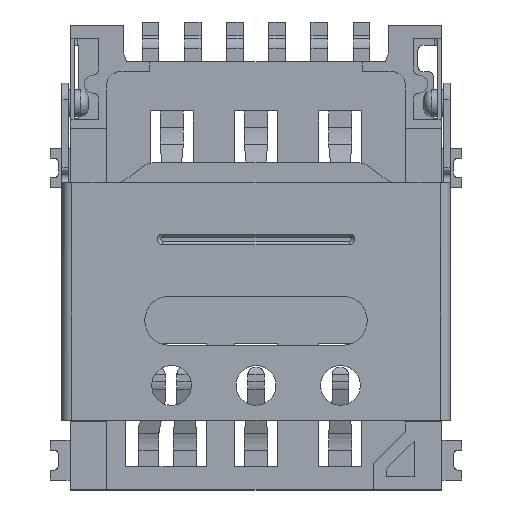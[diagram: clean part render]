
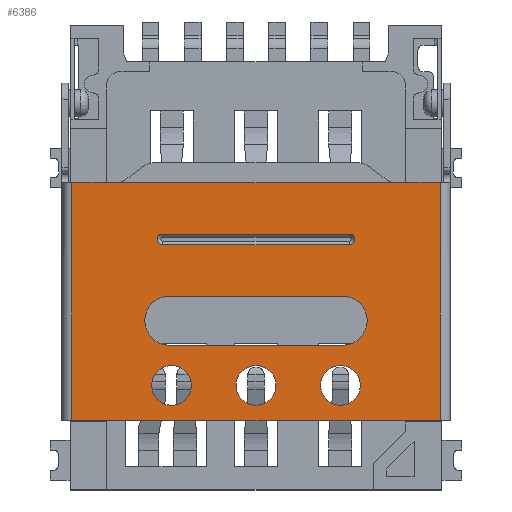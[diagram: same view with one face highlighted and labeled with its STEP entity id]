
A CAD part, top view. The second image highlights one B-rep face of the part: STEP entity #6386.
In plain terms, the highlighted planar face has unit normal (0, 0, 1).
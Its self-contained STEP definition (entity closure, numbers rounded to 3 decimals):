
#2559 = VERTEX_POINT('',#2560);
#2560 = CARTESIAN_POINT('',(-5.55,-4.9,1.4));
#2567 = EDGE_CURVE('',#2568,#2559,#2570,.T.);
#2568 = VERTEX_POINT('',#2569);
#2569 = CARTESIAN_POINT('',(5.55,-4.9,1.4));
#2570 = LINE('',#2571,#2572);
#2571 = CARTESIAN_POINT('',(5.55,-4.9,1.4));
#2572 = VECTOR('',#2573,1.);
#2573 = DIRECTION('',(-1.,0.,0.));
#2769 = EDGE_CURVE('',#2770,#2772,#2774,.T.);
#2770 = VERTEX_POINT('',#2771);
#2771 = CARTESIAN_POINT('',(-4.85,2.255,1.4));
#2772 = VERTEX_POINT('',#2773);
#2773 = CARTESIAN_POINT('',(-5.55,2.255,1.4));
#2774 = LINE('',#2775,#2776);
#2775 = CARTESIAN_POINT('',(5.55,2.255,1.4));
#2776 = VECTOR('',#2777,1.);
#2777 = DIRECTION('',(-1.,0.,0.));
#6367 = VERTEX_POINT('',#6368);
#6368 = CARTESIAN_POINT('',(5.55,2.255,1.4));
#6375 = EDGE_CURVE('',#2568,#6367,#6376,.T.);
#6376 = LINE('',#6377,#6378);
#6377 = CARTESIAN_POINT('',(5.55,-4.9,1.4));
#6378 = VECTOR('',#6379,1.);
#6379 = DIRECTION('',(0.,1.,0.));
#6386 = ADVANCED_FACE('',(#6387,#6444,#6480,#6491,#6502,#6538),#6549,.T.
  );
#6387 = FACE_BOUND('',#6388,.T.);
#6388 = EDGE_LOOP('',(#6389,#6390,#6398,#6406,#6414,#6422,#6430,#6436,
    #6437,#6443));
#6389 = ORIENTED_EDGE('',*,*,#6375,.T.);
#6390 = ORIENTED_EDGE('',*,*,#6391,.T.);
#6391 = EDGE_CURVE('',#6367,#6392,#6394,.T.);
#6392 = VERTEX_POINT('',#6393);
#6393 = CARTESIAN_POINT('',(4.85,2.255,1.4));
#6394 = LINE('',#6395,#6396);
#6395 = CARTESIAN_POINT('',(5.55,2.255,1.4));
#6396 = VECTOR('',#6397,1.);
#6397 = DIRECTION('',(-1.,0.,0.));
#6398 = ORIENTED_EDGE('',*,*,#6399,.T.);
#6399 = EDGE_CURVE('',#6392,#6400,#6402,.T.);
#6400 = VERTEX_POINT('',#6401);
#6401 = CARTESIAN_POINT('',(4.5,2.255,1.4));
#6402 = LINE('',#6403,#6404);
#6403 = CARTESIAN_POINT('',(5.55,2.255,1.4));
#6404 = VECTOR('',#6405,1.);
#6405 = DIRECTION('',(-1.,0.,0.));
#6406 = ORIENTED_EDGE('',*,*,#6407,.T.);
#6407 = EDGE_CURVE('',#6400,#6408,#6410,.T.);
#6408 = VERTEX_POINT('',#6409);
#6409 = CARTESIAN_POINT('',(4.22,2.255,1.4));
#6410 = LINE('',#6411,#6412);
#6411 = CARTESIAN_POINT('',(4.5,2.255,1.4));
#6412 = VECTOR('',#6413,1.);
#6413 = DIRECTION('',(-1.,0.,0.));
#6414 = ORIENTED_EDGE('',*,*,#6415,.T.);
#6415 = EDGE_CURVE('',#6408,#6416,#6418,.T.);
#6416 = VERTEX_POINT('',#6417);
#6417 = CARTESIAN_POINT('',(-4.22,2.255,1.4));
#6418 = LINE('',#6419,#6420);
#6419 = CARTESIAN_POINT('',(4.5,2.255,1.4));
#6420 = VECTOR('',#6421,1.);
#6421 = DIRECTION('',(-1.,0.,0.));
#6422 = ORIENTED_EDGE('',*,*,#6423,.T.);
#6423 = EDGE_CURVE('',#6416,#6424,#6426,.T.);
#6424 = VERTEX_POINT('',#6425);
#6425 = CARTESIAN_POINT('',(-4.5,2.255,1.4));
#6426 = LINE('',#6427,#6428);
#6427 = CARTESIAN_POINT('',(4.5,2.255,1.4));
#6428 = VECTOR('',#6429,1.);
#6429 = DIRECTION('',(-1.,0.,0.));
#6430 = ORIENTED_EDGE('',*,*,#6431,.T.);
#6431 = EDGE_CURVE('',#6424,#2770,#6432,.T.);
#6432 = LINE('',#6433,#6434);
#6433 = CARTESIAN_POINT('',(5.55,2.255,1.4));
#6434 = VECTOR('',#6435,1.);
#6435 = DIRECTION('',(-1.,0.,0.));
#6436 = ORIENTED_EDGE('',*,*,#2769,.T.);
#6437 = ORIENTED_EDGE('',*,*,#6438,.F.);
#6438 = EDGE_CURVE('',#2559,#2772,#6439,.T.);
#6439 = LINE('',#6440,#6441);
#6440 = CARTESIAN_POINT('',(-5.55,-4.9,1.4));
#6441 = VECTOR('',#6442,1.);
#6442 = DIRECTION('',(0.,1.,0.));
#6443 = ORIENTED_EDGE('',*,*,#2567,.F.);
#6444 = FACE_BOUND('',#6445,.T.);
#6445 = EDGE_LOOP('',(#6446,#6457,#6465,#6474));
#6446 = ORIENTED_EDGE('',*,*,#6447,.F.);
#6447 = EDGE_CURVE('',#6448,#6450,#6452,.T.);
#6448 = VERTEX_POINT('',#6449);
#6449 = CARTESIAN_POINT('',(-2.815,0.71,1.4));
#6450 = VERTEX_POINT('',#6451);
#6451 = CARTESIAN_POINT('',(-2.815,0.39,1.4));
#6452 = CIRCLE('',#6453,0.16);
#6453 = AXIS2_PLACEMENT_3D('',#6454,#6455,#6456);
#6454 = CARTESIAN_POINT('',(-2.815,0.55,1.4));
#6455 = DIRECTION('',(0.,0.,1.));
#6456 = DIRECTION('',(1.,0.,0.));
#6457 = ORIENTED_EDGE('',*,*,#6458,.F.);
#6458 = EDGE_CURVE('',#6459,#6448,#6461,.T.);
#6459 = VERTEX_POINT('',#6460);
#6460 = CARTESIAN_POINT('',(2.815,0.71,1.4));
#6461 = LINE('',#6462,#6463);
#6462 = CARTESIAN_POINT('',(2.815,0.71,1.4));
#6463 = VECTOR('',#6464,1.);
#6464 = DIRECTION('',(-1.,0.,0.));
#6465 = ORIENTED_EDGE('',*,*,#6466,.F.);
#6466 = EDGE_CURVE('',#6467,#6459,#6469,.T.);
#6467 = VERTEX_POINT('',#6468);
#6468 = CARTESIAN_POINT('',(2.815,0.39,1.4));
#6469 = CIRCLE('',#6470,0.16);
#6470 = AXIS2_PLACEMENT_3D('',#6471,#6472,#6473);
#6471 = CARTESIAN_POINT('',(2.815,0.55,1.4));
#6472 = DIRECTION('',(0.,0.,1.));
#6473 = DIRECTION('',(1.,0.,0.));
#6474 = ORIENTED_EDGE('',*,*,#6475,.F.);
#6475 = EDGE_CURVE('',#6450,#6467,#6476,.T.);
#6476 = LINE('',#6477,#6478);
#6477 = CARTESIAN_POINT('',(-2.815,0.39,1.4));
#6478 = VECTOR('',#6479,1.);
#6479 = DIRECTION('',(1.,0.,0.));
#6480 = FACE_BOUND('',#6481,.T.);
#6481 = EDGE_LOOP('',(#6482));
#6482 = ORIENTED_EDGE('',*,*,#6483,.F.);
#6483 = EDGE_CURVE('',#6484,#6484,#6486,.T.);
#6484 = VERTEX_POINT('',#6485);
#6485 = CARTESIAN_POINT('',(3.142,-3.85,1.4));
#6486 = CIRCLE('',#6487,0.6);
#6487 = AXIS2_PLACEMENT_3D('',#6488,#6489,#6490);
#6488 = CARTESIAN_POINT('',(2.542,-3.85,1.4));
#6489 = DIRECTION('',(0.,0.,1.));
#6490 = DIRECTION('',(1.,0.,0.));
#6491 = FACE_BOUND('',#6492,.T.);
#6492 = EDGE_LOOP('',(#6493));
#6493 = ORIENTED_EDGE('',*,*,#6494,.F.);
#6494 = EDGE_CURVE('',#6495,#6495,#6497,.T.);
#6495 = VERTEX_POINT('',#6496);
#6496 = CARTESIAN_POINT('',(0.6,-3.85,1.4));
#6497 = CIRCLE('',#6498,0.6);
#6498 = AXIS2_PLACEMENT_3D('',#6499,#6500,#6501);
#6499 = CARTESIAN_POINT('',(0.,-3.85,1.4));
#6500 = DIRECTION('',(0.,0.,1.));
#6501 = DIRECTION('',(1.,0.,0.));
#6502 = FACE_BOUND('',#6503,.T.);
#6503 = EDGE_LOOP('',(#6504,#6515,#6523,#6532));
#6504 = ORIENTED_EDGE('',*,*,#6505,.F.);
#6505 = EDGE_CURVE('',#6506,#6508,#6510,.T.);
#6506 = VERTEX_POINT('',#6507);
#6507 = CARTESIAN_POINT('',(-2.61,-1.16,1.4));
#6508 = VERTEX_POINT('',#6509);
#6509 = CARTESIAN_POINT('',(-2.61,-2.64,1.4));
#6510 = CIRCLE('',#6511,0.74);
#6511 = AXIS2_PLACEMENT_3D('',#6512,#6513,#6514);
#6512 = CARTESIAN_POINT('',(-2.61,-1.9,1.4));
#6513 = DIRECTION('',(0.,0.,1.));
#6514 = DIRECTION('',(1.,0.,0.));
#6515 = ORIENTED_EDGE('',*,*,#6516,.F.);
#6516 = EDGE_CURVE('',#6517,#6506,#6519,.T.);
#6517 = VERTEX_POINT('',#6518);
#6518 = CARTESIAN_POINT('',(2.61,-1.16,1.4));
#6519 = LINE('',#6520,#6521);
#6520 = CARTESIAN_POINT('',(2.61,-1.16,1.4));
#6521 = VECTOR('',#6522,1.);
#6522 = DIRECTION('',(-1.,0.,0.));
#6523 = ORIENTED_EDGE('',*,*,#6524,.F.);
#6524 = EDGE_CURVE('',#6525,#6517,#6527,.T.);
#6525 = VERTEX_POINT('',#6526);
#6526 = CARTESIAN_POINT('',(2.61,-2.64,1.4));
#6527 = CIRCLE('',#6528,0.74);
#6528 = AXIS2_PLACEMENT_3D('',#6529,#6530,#6531);
#6529 = CARTESIAN_POINT('',(2.61,-1.9,1.4));
#6530 = DIRECTION('',(0.,0.,1.));
#6531 = DIRECTION('',(1.,0.,0.));
#6532 = ORIENTED_EDGE('',*,*,#6533,.F.);
#6533 = EDGE_CURVE('',#6508,#6525,#6534,.T.);
#6534 = LINE('',#6535,#6536);
#6535 = CARTESIAN_POINT('',(-2.61,-2.64,1.4));
#6536 = VECTOR('',#6537,1.);
#6537 = DIRECTION('',(1.,0.,0.));
#6538 = FACE_BOUND('',#6539,.T.);
#6539 = EDGE_LOOP('',(#6540));
#6540 = ORIENTED_EDGE('',*,*,#6541,.F.);
#6541 = EDGE_CURVE('',#6542,#6542,#6544,.T.);
#6542 = VERTEX_POINT('',#6543);
#6543 = CARTESIAN_POINT('',(-1.942,-3.85,1.4));
#6544 = CIRCLE('',#6545,0.6);
#6545 = AXIS2_PLACEMENT_3D('',#6546,#6547,#6548);
#6546 = CARTESIAN_POINT('',(-2.542,-3.85,1.4));
#6547 = DIRECTION('',(0.,0.,1.));
#6548 = DIRECTION('',(1.,0.,0.));
#6549 = PLANE('',#6550);
#6550 = AXIS2_PLACEMENT_3D('',#6551,#6552,#6553);
#6551 = CARTESIAN_POINT('',(5.55,-4.9,1.4));
#6552 = DIRECTION('',(0.,0.,1.));
#6553 = DIRECTION('',(-1.,0.,0.));
